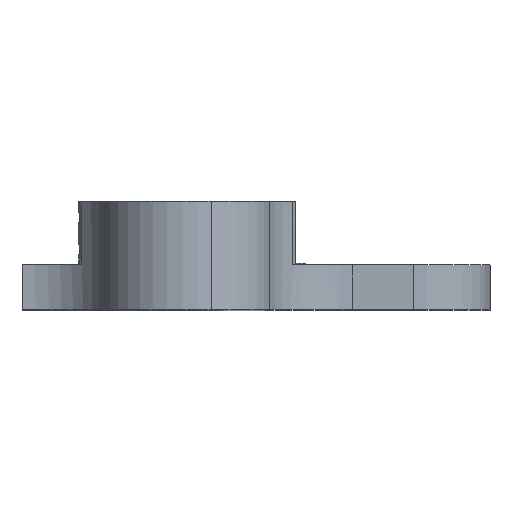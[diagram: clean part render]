
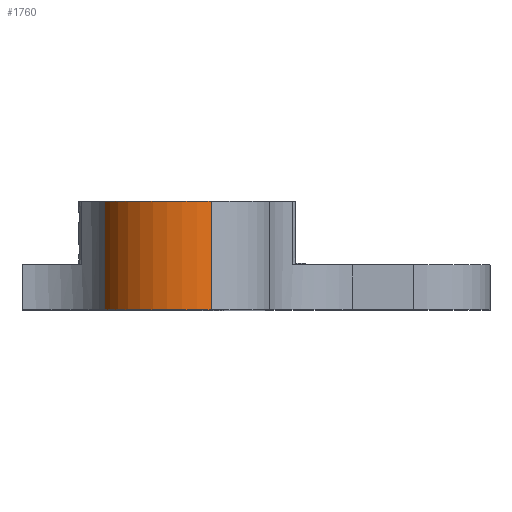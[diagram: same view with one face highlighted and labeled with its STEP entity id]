
A CAD part, top view. The second image highlights one B-rep face of the part: STEP entity #1760.
In plain terms, the highlighted cylindrical face has radius 5 mm (diameter 10 mm), a partial arc.
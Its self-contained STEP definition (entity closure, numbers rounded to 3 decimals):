
#79=CYLINDRICAL_SURFACE('',#1923,5.);
#193=FACE_OUTER_BOUND('',#287,.T.);
#287=EDGE_LOOP('',(#1482,#1483,#1484,#1485));
#361=LINE('',#3023,#512);
#414=LINE('',#3262,#565);
#512=VECTOR('',#2118,10.);
#565=VECTOR('',#2287,10.);
#637=CIRCLE('',#1825,5.);
#653=CIRCLE('',#1845,5.);
#731=VERTEX_POINT('',#2510);
#732=VERTEX_POINT('',#2512);
#764=VERTEX_POINT('',#2638);
#765=VERTEX_POINT('',#2640);
#914=EDGE_CURVE('',#731,#732,#637,.T.);
#951=EDGE_CURVE('',#765,#764,#653,.T.);
#996=EDGE_CURVE('',#764,#732,#361,.T.);
#1082=EDGE_CURVE('',#765,#731,#414,.T.);
#1482=ORIENTED_EDGE('',*,*,#951,.T.);
#1483=ORIENTED_EDGE('',*,*,#996,.T.);
#1484=ORIENTED_EDGE('',*,*,#914,.F.);
#1485=ORIENTED_EDGE('',*,*,#1082,.F.);
#1760=ADVANCED_FACE('',(#193),#79,.T.);
#1825=AXIS2_PLACEMENT_3D('',#2513,#2016,#2017);
#1845=AXIS2_PLACEMENT_3D('',#2641,#2069,#2070);
#1923=AXIS2_PLACEMENT_3D('',#3272,#2298,#2299);
#2016=DIRECTION('center_axis',(0.,-1.,
0.));
#2017=DIRECTION('ref_axis',(0.275,0.,0.961));
#2069=DIRECTION('center_axis',(0.,-1.,0.));
#2070=DIRECTION('ref_axis',(0.275,0.,0.961));
#2118=DIRECTION('',(0.,-1.,0.));
#2287=DIRECTION('',(0.,-1.,0.));
#2298=DIRECTION('center_axis',(0.,-1.,
0.));
#2299=DIRECTION('ref_axis',(0.275,0.,0.961));
#2510=CARTESIAN_POINT('',(-8.876,-9.54,15.06));
#2512=CARTESIAN_POINT('',(-15.015,-9.54,11.777));
#2513=CARTESIAN_POINT('Origin',(-10.253,-9.54,10.253));
#2638=CARTESIAN_POINT('',(-15.015,-3.3,11.777));
#2640=CARTESIAN_POINT('',(-8.876,-3.3,15.06));
#2641=CARTESIAN_POINT('Origin',(-10.253,-3.3,10.253));
#3023=CARTESIAN_POINT('',(-15.015,-6.94,11.777));
#3262=CARTESIAN_POINT('',(-8.876,-6.94,15.06));
#3272=CARTESIAN_POINT('Origin',(-10.253,-6.94,10.253));
